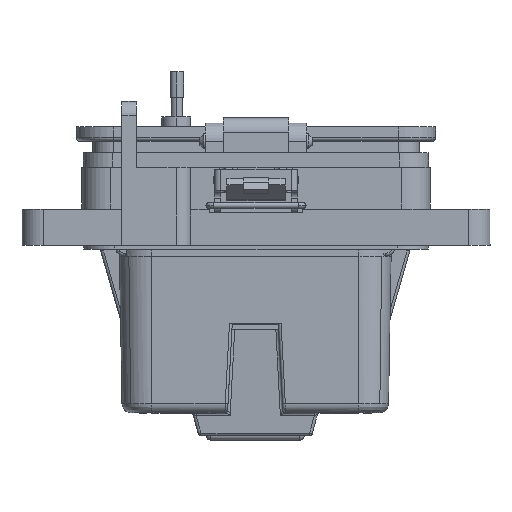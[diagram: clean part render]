
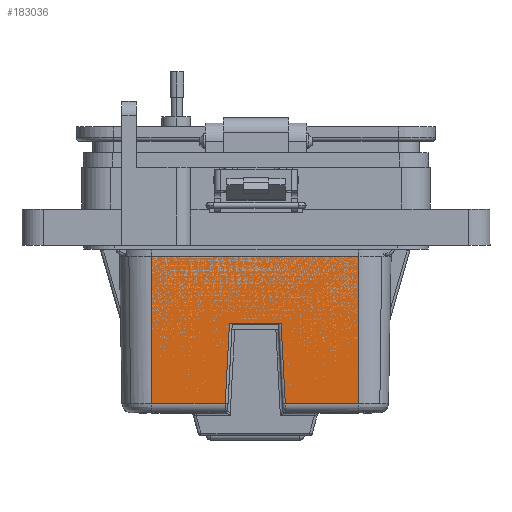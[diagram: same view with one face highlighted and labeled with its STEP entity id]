
A CAD part, front view. The second image highlights one B-rep face of the part: STEP entity #183036.
In plain terms, the highlighted face is planar.
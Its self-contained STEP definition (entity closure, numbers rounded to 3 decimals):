
#1507 = VERTEX_POINT ( 'NONE', #105412 ) ;
#2908 = LINE ( 'NONE', #184193, #25990 ) ;
#3141 = VECTOR ( 'NONE', #171379, 1000. ) ;
#3407 = CARTESIAN_POINT ( 'NONE',  ( 23.658, -7.112, -21.031 ) ) ;
#4743 = VECTOR ( 'NONE', #106236, 1000. ) ;
#7033 = AXIS2_PLACEMENT_3D ( 'NONE', #110373, #154062, #76779 ) ;
#10299 = EDGE_CURVE ( 'NONE', #106675, #20213, #2908, .T. ) ;
#17579 = DIRECTION ( 'NONE',  ( 0., -1., 0. ) ) ;
#19996 = LINE ( 'NONE', #49731, #101083 ) ;
#20213 = VERTEX_POINT ( 'NONE', #21277 ) ;
#21277 = CARTESIAN_POINT ( 'NONE',  ( 23.981, 28.553, -2.54 ) ) ;
#25990 = VECTOR ( 'NONE', #96848, 1000. ) ;
#31951 = CARTESIAN_POINT ( 'NONE',  ( 23.658, 0., -21.031 ) ) ;
#33197 = PLANE ( 'NONE',  #7033 ) ;
#34048 = VECTOR ( 'NONE', #136438, 1000. ) ;
#34442 = CARTESIAN_POINT ( 'NONE',  ( 23.658, 7.112, -21.031 ) ) ;
#41445 = VERTEX_POINT ( 'NONE', #156704 ) ;
#42335 = ORIENTED_EDGE ( 'NONE', *, *, #194383, .T. ) ;
#42425 = EDGE_CURVE ( 'NONE', #185758, #169612, #45851, .T. ) ;
#42967 = CARTESIAN_POINT ( 'NONE',  ( 23.271, -7.644, -43.224 ) ) ;
#45851 = LINE ( 'NONE', #31951, #4743 ) ;
#46337 = CARTESIAN_POINT ( 'NONE',  ( 23.981, 0., -2.54 ) ) ;
#49731 = CARTESIAN_POINT ( 'NONE',  ( 23.981, -28.553, -2.54 ) ) ;
#49993 = FACE_OUTER_BOUND ( 'NONE', #132811, .T. ) ;
#62355 = ORIENTED_EDGE ( 'NONE', *, *, #96853, .T. ) ;
#64973 = LINE ( 'NONE', #185888, #90103 ) ;
#65157 = ORIENTED_EDGE ( 'NONE', *, *, #42425, .F. ) ;
#71659 = LINE ( 'NONE', #42967, #92994 ) ;
#75974 = CARTESIAN_POINT ( 'NONE',  ( 23.659, -7.11, -20.991 ) ) ;
#76779 = DIRECTION ( 'NONE',  ( -0.017, 0., -1. ) ) ;
#77311 = LINE ( 'NONE', #92205, #3141 ) ;
#78117 = VECTOR ( 'NONE', #17579, 1000. ) ;
#80393 = DIRECTION ( 'NONE',  ( -0.017, 0., -1. ) ) ;
#90103 = VECTOR ( 'NONE', #110518, 1000. ) ;
#92205 = CARTESIAN_POINT ( 'NONE',  ( 23.271, 28.553, -43.224 ) ) ;
#92994 = VECTOR ( 'NONE', #120185, 1000. ) ;
#96848 = DIRECTION ( 'NONE',  ( 0.017, 0., 1. ) ) ;
#96853 = EDGE_CURVE ( 'NONE', #155476, #169612, #195949, .T. ) ;
#101083 = VECTOR ( 'NONE', #80393, 1000. ) ;
#105412 = CARTESIAN_POINT ( 'NONE',  ( 23.271, 8.275, -43.224 ) ) ;
#106236 = DIRECTION ( 'NONE',  ( 0., -1., 0. ) ) ;
#106675 = VERTEX_POINT ( 'NONE', #114584 ) ;
#110040 = VERTEX_POINT ( 'NONE', #132702 ) ;
#110373 = CARTESIAN_POINT ( 'NONE',  ( 23.981, 0., -2.54 ) ) ;
#110518 = DIRECTION ( 'NONE',  ( -0.017, 0.052, -0.998 ) ) ;
#111718 = CARTESIAN_POINT ( 'NONE',  ( 23.271, -8.275, -43.224 ) ) ;
#114584 = CARTESIAN_POINT ( 'NONE',  ( 23.271, 28.553, -43.224 ) ) ;
#120185 = DIRECTION ( 'NONE',  ( 0., 1., 0. ) ) ;
#123453 = ORIENTED_EDGE ( 'NONE', *, *, #188860, .T. ) ;
#130847 = EDGE_CURVE ( 'NONE', #185758, #1507, #64973, .T. ) ;
#132702 = CARTESIAN_POINT ( 'NONE',  ( 23.981, -28.553, -2.54 ) ) ;
#132811 = EDGE_LOOP ( 'NONE', ( #123453, #62355, #65157, #193481, #193932, #147287, #42335, #149363 ) ) ;
#136438 = DIRECTION ( 'NONE',  ( 0.017, 0.052, 0.998 ) ) ;
#140417 = EDGE_CURVE ( 'NONE', #110040, #41445, #19996, .T. ) ;
#147287 = ORIENTED_EDGE ( 'NONE', *, *, #10299, .T. ) ;
#149363 = ORIENTED_EDGE ( 'NONE', *, *, #140417, .T. ) ;
#154062 = DIRECTION ( 'NONE',  ( 1., 0., -0.017 ) ) ;
#155476 = VERTEX_POINT ( 'NONE', #111718 ) ;
#156704 = CARTESIAN_POINT ( 'NONE',  ( 23.271, -28.553, -43.224 ) ) ;
#169129 = LINE ( 'NONE', #46337, #78117 ) ;
#169612 = VERTEX_POINT ( 'NONE', #3407 ) ;
#171379 = DIRECTION ( 'NONE',  ( 0., 1., 0. ) ) ;
#178361 = EDGE_CURVE ( 'NONE', #1507, #106675, #77311, .T. ) ;
#183036 = ADVANCED_FACE ( 'NONE', ( #49993 ), #33197, .T. ) ;
#184193 = CARTESIAN_POINT ( 'NONE',  ( 23.981, 28.553, -2.54 ) ) ;
#185758 = VERTEX_POINT ( 'NONE', #34442 ) ;
#185888 = CARTESIAN_POINT ( 'NONE',  ( 23.271, 8.273, -43.184 ) ) ;
#188860 = EDGE_CURVE ( 'NONE', #41445, #155476, #71659, .T. ) ;
#193481 = ORIENTED_EDGE ( 'NONE', *, *, #130847, .T. ) ;
#193932 = ORIENTED_EDGE ( 'NONE', *, *, #178361, .T. ) ;
#194383 = EDGE_CURVE ( 'NONE', #20213, #110040, #169129, .T. ) ;
#195949 = LINE ( 'NONE', #75974, #34048 ) ;
